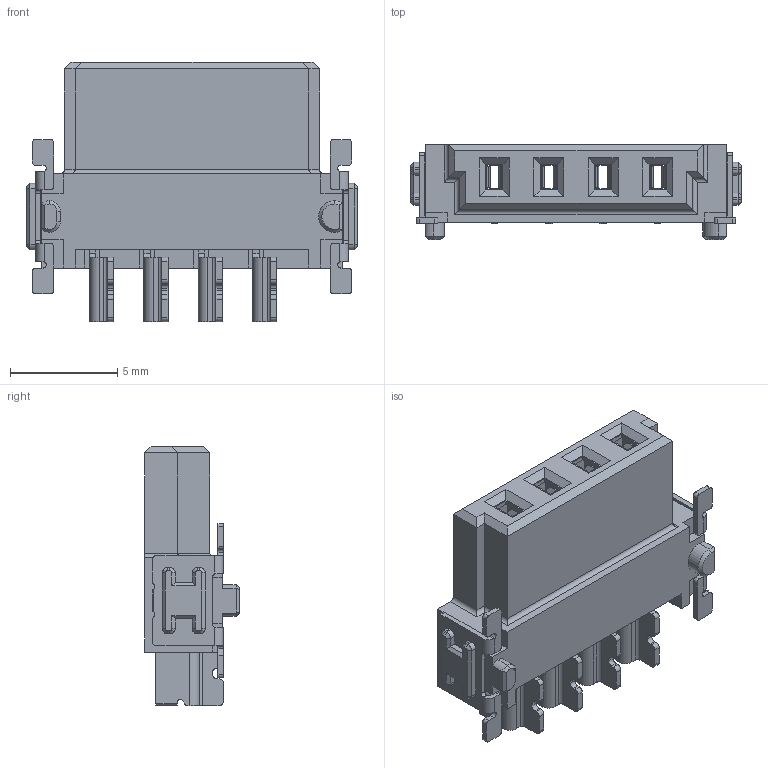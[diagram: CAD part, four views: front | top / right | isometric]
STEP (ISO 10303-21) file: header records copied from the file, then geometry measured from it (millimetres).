
FILE_DESCRIPTION (( 'STEP AP203' ), '1' );
FILE_NAME ('9027-04.STEP', '2024-11-19T08:36:41', ( '' ), ( '' ), 'SwSTEP 2.0', 'SolidWorks 2014', '' );
FILE_SCHEMA (( 'CONFIG_CONTROL_DESIGN' ));
Length unit declared in the file: millimetre
Products named in the file (1): 9027-04
Bounding box: 15.44 x 4.42 x 12.1 mm (x, y, z)
Volume: 339.5 mm3; surface area: 792.2 mm2
Topology: 1 solids, 1 shells, 648 faces, 1810 edges, 1182 vertices
Faces by surface type: plane 410, cylinder 209, cone 21, bspline 8
Entity records: 20990 total; most frequent: CARTESIAN_POINT 3967, ORIENTED_EDGE 3620, DIRECTION 3473, EDGE_CURVE 1810, LINE 1329, VECTOR 1329, VERTEX_POINT 1182, AXIS2_PLACEMENT_3D 1072
